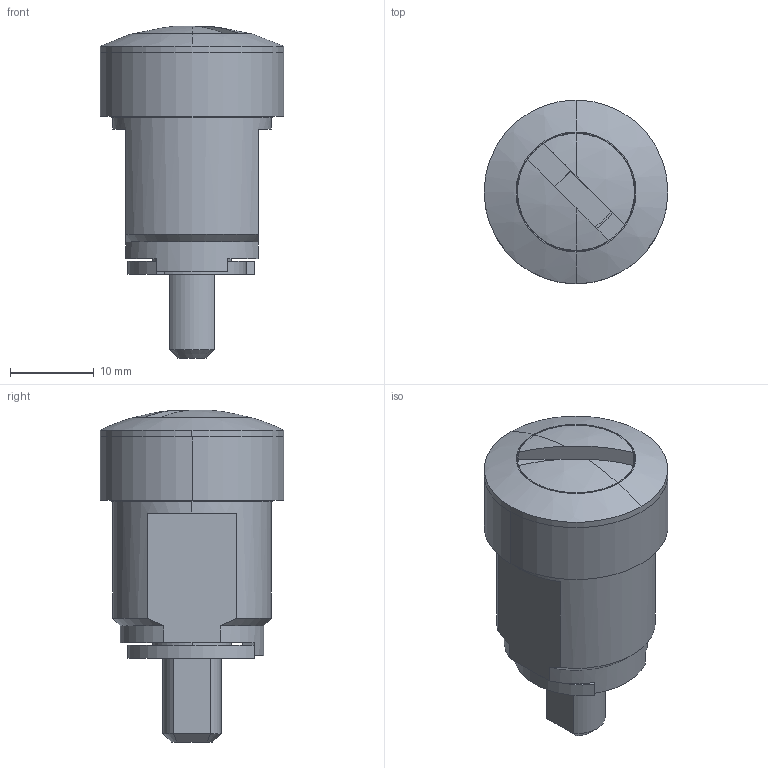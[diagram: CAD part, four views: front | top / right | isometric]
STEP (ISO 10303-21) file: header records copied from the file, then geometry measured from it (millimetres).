
FILE_DESCRIPTION (( 'STEP AP203' ), '1' );
FILE_NAME ('C-299-E5.STEP', '2020-09-08T07:54:16', ( '' ), ( '' ), 'SwSTEP 2.0', 'SolidWorks 2018', '' );
FILE_SCHEMA (( 'CONFIG_CONTROL_DESIGN' ));
Length unit declared in the file: millimetre
Products named in the file (5): C-299-E5_ストップカム_; C-299-E5_ハウジング_; C-299-E5_ローター_; C-299-E5_リング_; C-299-E5
Assembly tree (4 placements, depth 2):
  C-299-E5
    C-299-E5_ハウジング_
    C-299-E5_ローター_
    C-299-E5_リング_
    C-299-E5_ストップカム_
Bounding box: 22 x 22 x 39.73 mm (x, y, z)
Volume: 8128.8 mm3; surface area: 6368.9 mm2
Topology: 4 solids, 4 shells, 81 faces, 197 edges, 130 vertices
Faces by surface type: plane 36, cylinder 35, sphere 6, cone 4
Entity records: 2958 total; most frequent: DIRECTION 461, CARTESIAN_POINT 439, ORIENTED_EDGE 394, EDGE_CURVE 197, AXIS2_PLACEMENT_3D 184, VERTEX_POINT 130, CIRCLE 96, EDGE_LOOP 93
